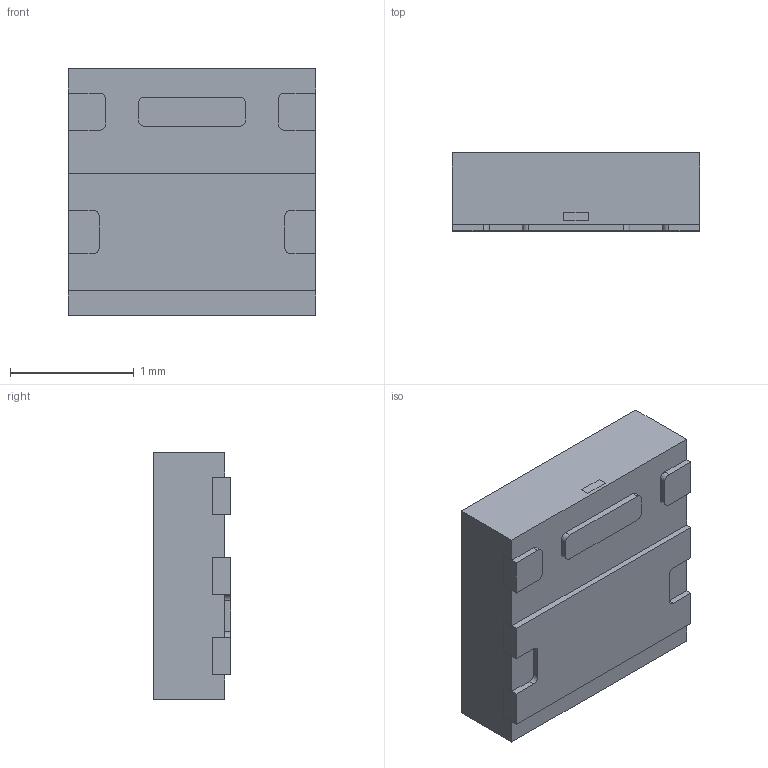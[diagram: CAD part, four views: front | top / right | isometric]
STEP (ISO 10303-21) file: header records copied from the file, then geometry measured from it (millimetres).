
FILE_DESCRIPTION (( 'STEP AP214' ), '1' );
FILE_NAME ('DMN3016LFDE-7.STEP', '2023-10-06T05:34:22', ( '' ), ( '' ), 'SwSTEP 2.0', 'SolidWorks 2021', '' );
FILE_SCHEMA (( 'AUTOMOTIVE_DESIGN' ));
Length unit declared in the file: millimetre
Products named in the file (1): DMN3016LFDE-7
Bounding box: 2 x 0.63 x 2 mm (x, y, z)
Volume: 2.4 mm3; surface area: 19.6 mm2
Topology: 7 solids, 7 shells, 109 faces, 276 edges, 184 vertices
Faces by surface type: plane 85, cylinder 24
Entity records: 3346 total; most frequent: CARTESIAN_POINT 570, ORIENTED_EDGE 552, DIRECTION 544, EDGE_CURVE 276, LINE 228, VECTOR 228, VERTEX_POINT 184, AXIS2_PLACEMENT_3D 158
